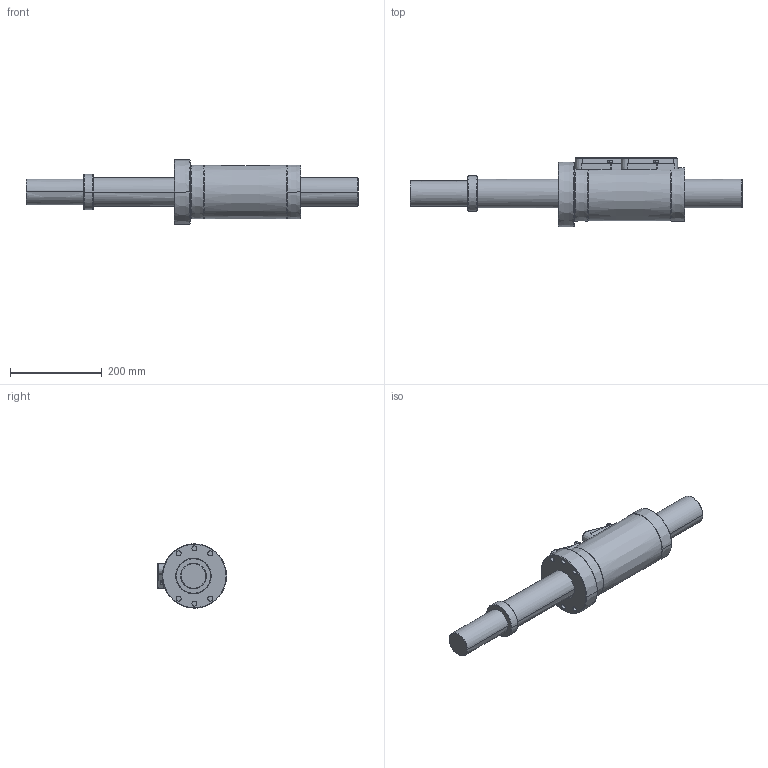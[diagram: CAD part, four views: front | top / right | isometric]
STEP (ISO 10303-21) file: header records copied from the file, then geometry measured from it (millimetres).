
FILE_DESCRIPTION((''),'2;1');
FILE_NAME('HSP6325FJ_ASM','2023-11-15T11:22:39',('10033988'),(''),'CREO PARAMETRIC BY PTC INC, 2019080','CREO PARAMETRIC BY PTC INC, 2019080','');
FILE_SCHEMA(('CONFIG_CONTROL_DESIGN'));
Length unit declared in the file: millimetre
Products named in the file (7): SHAFT_HSP6325FJ_5; LOCKER_HSP6325FJ_4; __6_0001_2; M616_0001_2; 00_HSP6325FJ_ASM_9_ASM; NUT__HSP6325; HSP6325FJ_ASM
Assembly tree (13 placements, depth 3):
  HSP6325FJ_ASM
    00_HSP6325FJ_ASM_9_ASM
      SHAFT_HSP6325FJ_5
      LOCKER_HSP6325FJ_4  x2
      __6_0001_2  x4
      M616_0001_2  x4
    NUT__HSP6325
Bounding box: 723 x 150.5 x 140 mm (x, y, z)
Surface area: 369910.8 mm2 (no closed solid volume)
Topology: 0 solids, 0 shells, 250 faces, 1138 edges, 1130 vertices
Faces by surface type: bspline 233, torus 17
Entity records: 15548 total; most frequent: CARTESIAN_POINT 9522, DIRECTION 1035, TRIMMED_CURVE 810, VECTOR 657, LINE 657, DEFINITIONAL_REPRESENTATION 558, PCURVE 558, COMPOSITE_CURVE_SEGMENT 558
